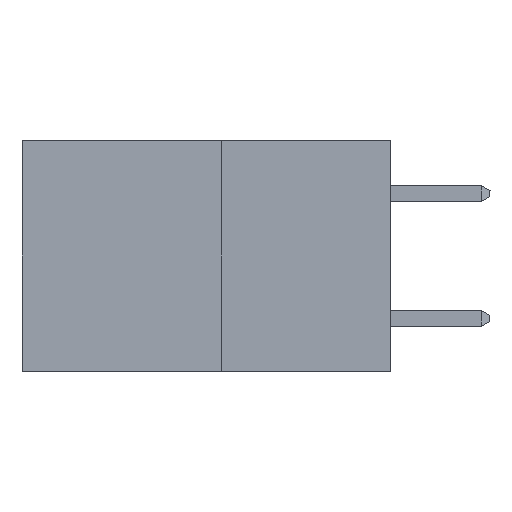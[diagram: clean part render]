
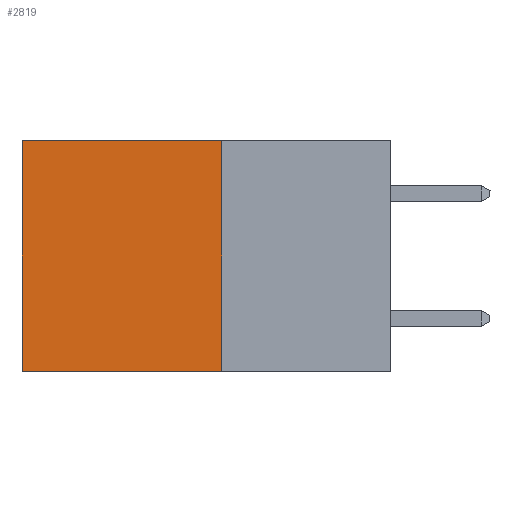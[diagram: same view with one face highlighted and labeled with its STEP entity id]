
A CAD part, left-side view. The second image highlights one B-rep face of the part: STEP entity #2819.
In plain terms, the highlighted planar face has unit normal (-1, 0, 0).
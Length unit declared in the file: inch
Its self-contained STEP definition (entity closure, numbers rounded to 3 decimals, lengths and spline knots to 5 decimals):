
#257 = VECTOR ( 'NONE', #6805, 39.37008 ) ;
#974 = VERTEX_POINT ( 'NONE', #1871 ) ;
#1068 = ORIENTED_EDGE ( 'NONE', *, *, #2916, .T. ) ;
#1344 = ORIENTED_EDGE ( 'NONE', *, *, #5460, .T. ) ;
#1871 = CARTESIAN_POINT ( 'NONE',  ( 0.277, 0.59, 0. ) ) ;
#1997 = VERTEX_POINT ( 'NONE', #8782 ) ;
#2156 = LINE ( 'NONE', #4583, #5839 ) ;
#2277 = LINE ( 'NONE', #2722, #257 ) ;
#2722 = CARTESIAN_POINT ( 'NONE',  ( 0.277, 0.27, 0. ) ) ;
#2819 = ADVANCED_FACE ( 'NONE', ( #8934 ), #8843, .F. ) ;
#2916 = EDGE_CURVE ( 'NONE', #974, #8841, #6517, .T. ) ;
#2996 = AXIS2_PLACEMENT_3D ( 'NONE', #7234, #8886, #3315 ) ;
#3315 = DIRECTION ( 'NONE',  ( 0., 0., -1. ) ) ;
#4274 = ORIENTED_EDGE ( 'NONE', *, *, #6834, .F. ) ;
#4488 = DIRECTION ( 'NONE',  ( 0., 0., -1. ) ) ;
#4519 = ORIENTED_EDGE ( 'NONE', *, *, #5260, .F. ) ;
#4583 = CARTESIAN_POINT ( 'NONE',  ( 0.277, 0.27, -0.37 ) ) ;
#4720 = VECTOR ( 'NONE', #6895, 39.37008 ) ;
#5260 = EDGE_CURVE ( 'NONE', #8600, #1997, #2156, .T. ) ;
#5369 = EDGE_LOOP ( 'NONE', ( #1068, #4274, #4519, #1344 ) ) ;
#5460 = EDGE_CURVE ( 'NONE', #8600, #974, #2277, .T. ) ;
#5839 = VECTOR ( 'NONE', #4488, 39.37008 ) ;
#6517 = LINE ( 'NONE', #6866, #4720 ) ;
#6805 = DIRECTION ( 'NONE',  ( 0., 1., 0. ) ) ;
#6834 = EDGE_CURVE ( 'NONE', #1997, #8841, #7400, .T. ) ;
#6866 = CARTESIAN_POINT ( 'NONE',  ( 0.277, 0.59, -0.37 ) ) ;
#6895 = DIRECTION ( 'NONE',  ( 0., 0., -1. ) ) ;
#6957 = DIRECTION ( 'NONE',  ( 0., 1., 0. ) ) ;
#7192 = VECTOR ( 'NONE', #6957, 39.37008 ) ;
#7234 = CARTESIAN_POINT ( 'NONE',  ( 0.277, 0.27, -0.37 ) ) ;
#7400 = LINE ( 'NONE', #8988, #7192 ) ;
#7663 = CARTESIAN_POINT ( 'NONE',  ( 0.277, 0.27, 0. ) ) ;
#8548 = CARTESIAN_POINT ( 'NONE',  ( 0.277, 0.59, -0.37 ) ) ;
#8600 = VERTEX_POINT ( 'NONE', #7663 ) ;
#8782 = CARTESIAN_POINT ( 'NONE',  ( 0.277, 0.27, -0.37 ) ) ;
#8841 = VERTEX_POINT ( 'NONE', #8548 ) ;
#8843 = PLANE ( 'NONE',  #2996 ) ;
#8886 = DIRECTION ( 'NONE',  ( 1., 0., 0. ) ) ;
#8934 = FACE_OUTER_BOUND ( 'NONE', #5369, .T. ) ;
#8988 = CARTESIAN_POINT ( 'NONE',  ( 0.277, 0.27, -0.37 ) ) ;
